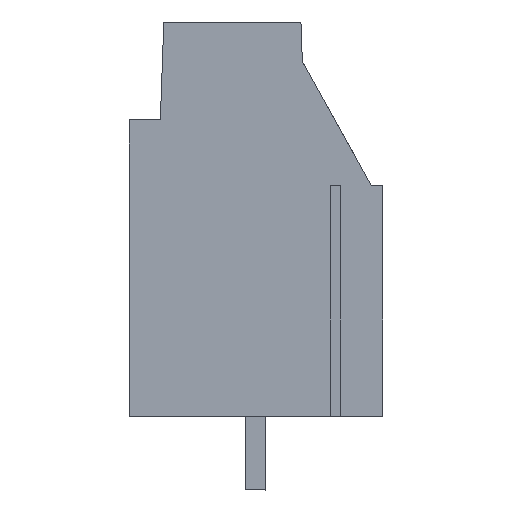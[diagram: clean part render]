
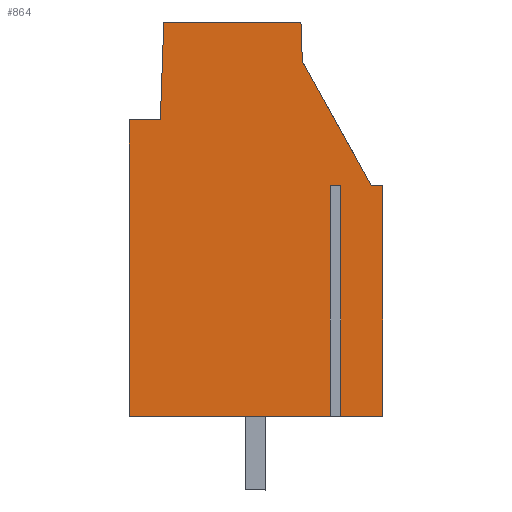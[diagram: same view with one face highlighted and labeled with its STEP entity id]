
A CAD part, left-side view. The second image highlights one B-rep face of the part: STEP entity #864.
In plain terms, the highlighted planar face has unit normal (-1, 0, 0).
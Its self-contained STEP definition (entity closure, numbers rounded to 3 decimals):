
#772=AXIS2_PLACEMENT_3D('Plane Axis2P3D',#769,#770,#771) ;
#634=CARTESIAN_POINT('Vertex',(0.,0.5,13.2)) ;
#639=CARTESIAN_POINT('Line Origine',(0.,0.25,13.2)) ;
#643=CARTESIAN_POINT('Vertex',(0.,0.,13.2)) ;
#682=CARTESIAN_POINT('Vertex',(0.,3.49,18.592)) ;
#687=CARTESIAN_POINT('Line Origine',(0.,1.995,15.896)) ;
#769=CARTESIAN_POINT('Axis2P3D Location',(0.,11.,0.)) ;
#774=CARTESIAN_POINT('Line Origine',(0.,0.912,3.2)) ;
#778=CARTESIAN_POINT('Vertex',(0.,1.825,3.2)) ;
#780=CARTESIAN_POINT('Vertex',(0.,0.,3.2)) ;
#783=CARTESIAN_POINT('Line Origine',(0.,0.,8.2)) ;
#788=CARTESIAN_POINT('Line Origine',(0.,3.52,19.446)) ;
#792=CARTESIAN_POINT('Vertex',(0.,3.55,20.3)) ;
#795=CARTESIAN_POINT('Line Origine',(0.,6.525,20.3)) ;
#799=CARTESIAN_POINT('Vertex',(0.,9.5,20.3)) ;
#802=CARTESIAN_POINT('Line Origine',(0.,9.574,18.175)) ;
#806=CARTESIAN_POINT('Vertex',(0.,9.648,16.05)) ;
#809=CARTESIAN_POINT('Line Origine',(0.,10.324,16.05)) ;
#813=CARTESIAN_POINT('Vertex',(0.,11.,16.05)) ;
#816=CARTESIAN_POINT('Line Origine',(0.,11.,9.625)) ;
#820=CARTESIAN_POINT('Vertex',(0.,11.,3.2)) ;
#823=CARTESIAN_POINT('Line Origine',(0.,6.638,3.2)) ;
#827=CARTESIAN_POINT('Vertex',(0.,2.275,3.2)) ;
#830=CARTESIAN_POINT('Line Origine',(0.,2.275,8.2)) ;
#834=CARTESIAN_POINT('Vertex',(0.,2.275,13.2)) ;
#837=CARTESIAN_POINT('Line Origine',(0.,2.05,13.2)) ;
#841=CARTESIAN_POINT('Vertex',(0.,1.825,13.2)) ;
#844=CARTESIAN_POINT('Line Origine',(0.,1.825,8.2)) ;
#640=DIRECTION('Vector Direction',(0.,-1.,0.)) ;
#688=DIRECTION('Vector Direction',(0.,-0.485,-0.875)) ;
#770=DIRECTION('Axis2P3D Direction',(-1.,0.,0.)) ;
#771=DIRECTION('Axis2P3D XDirection',(0.,-1.,0.)) ;
#775=DIRECTION('Vector Direction',(0.,1.,0.)) ;
#784=DIRECTION('Vector Direction',(0.,0.,-1.)) ;
#789=DIRECTION('Vector Direction',(0.,0.035,0.999)) ;
#796=DIRECTION('Vector Direction',(0.,-1.,0.)) ;
#803=DIRECTION('Vector Direction',(0.,0.035,-0.999)) ;
#810=DIRECTION('Vector Direction',(0.,-1.,0.)) ;
#817=DIRECTION('Vector Direction',(0.,0.,1.)) ;
#824=DIRECTION('Vector Direction',(0.,1.,0.)) ;
#831=DIRECTION('Vector Direction',(0.,0.,1.)) ;
#838=DIRECTION('Vector Direction',(0.,-1.,0.)) ;
#845=DIRECTION('Vector Direction',(0.,0.,1.)) ;
#641=VECTOR('Line Direction',#640,1.) ;
#689=VECTOR('Line Direction',#688,1.) ;
#776=VECTOR('Line Direction',#775,1.) ;
#785=VECTOR('Line Direction',#784,1.) ;
#790=VECTOR('Line Direction',#789,1.) ;
#797=VECTOR('Line Direction',#796,1.) ;
#804=VECTOR('Line Direction',#803,1.) ;
#811=VECTOR('Line Direction',#810,1.) ;
#818=VECTOR('Line Direction',#817,1.) ;
#825=VECTOR('Line Direction',#824,1.) ;
#832=VECTOR('Line Direction',#831,1.) ;
#839=VECTOR('Line Direction',#838,1.) ;
#846=VECTOR('Line Direction',#845,1.) ;
#850=ORIENTED_EDGE('',*,*,#782,.T.) ;
#851=ORIENTED_EDGE('',*,*,#787,.T.) ;
#852=ORIENTED_EDGE('',*,*,#645,.T.) ;
#853=ORIENTED_EDGE('',*,*,#691,.T.) ;
#854=ORIENTED_EDGE('',*,*,#794,.T.) ;
#855=ORIENTED_EDGE('',*,*,#801,.T.) ;
#856=ORIENTED_EDGE('',*,*,#808,.T.) ;
#857=ORIENTED_EDGE('',*,*,#815,.T.) ;
#858=ORIENTED_EDGE('',*,*,#822,.T.) ;
#859=ORIENTED_EDGE('',*,*,#829,.T.) ;
#860=ORIENTED_EDGE('',*,*,#836,.T.) ;
#861=ORIENTED_EDGE('',*,*,#843,.F.) ;
#862=ORIENTED_EDGE('',*,*,#848,.F.) ;
#864=ADVANCED_FACE('KLSC M3x6.3.1',(#863),#773,.T.) ;
#645=EDGE_CURVE('',#644,#635,#642,.F.) ;
#691=EDGE_CURVE('',#635,#683,#690,.F.) ;
#782=EDGE_CURVE('',#779,#781,#777,.F.) ;
#787=EDGE_CURVE('',#781,#644,#786,.F.) ;
#794=EDGE_CURVE('',#683,#793,#791,.T.) ;
#801=EDGE_CURVE('',#793,#800,#798,.F.) ;
#808=EDGE_CURVE('',#800,#807,#805,.T.) ;
#815=EDGE_CURVE('',#807,#814,#812,.F.) ;
#822=EDGE_CURVE('',#814,#821,#819,.F.) ;
#829=EDGE_CURVE('',#821,#828,#826,.F.) ;
#836=EDGE_CURVE('',#828,#835,#833,.T.) ;
#843=EDGE_CURVE('',#842,#835,#840,.F.) ;
#848=EDGE_CURVE('',#779,#842,#847,.T.) ;
#849=EDGE_LOOP('',(#850,#851,#852,#853,#854,#855,#856,#857,#858,#859,#860,#861,#862)) ;
#863=FACE_OUTER_BOUND('',#849,.T.) ;
#642=LINE('Line',#639,#641) ;
#690=LINE('Line',#687,#689) ;
#777=LINE('Line',#774,#776) ;
#786=LINE('Line',#783,#785) ;
#791=LINE('Line',#788,#790) ;
#798=LINE('Line',#795,#797) ;
#805=LINE('Line',#802,#804) ;
#812=LINE('Line',#809,#811) ;
#819=LINE('Line',#816,#818) ;
#826=LINE('Line',#823,#825) ;
#833=LINE('Line',#830,#832) ;
#840=LINE('Line',#837,#839) ;
#847=LINE('Line',#844,#846) ;
#773=PLANE('',#772) ;
#635=VERTEX_POINT('',#634) ;
#644=VERTEX_POINT('',#643) ;
#683=VERTEX_POINT('',#682) ;
#779=VERTEX_POINT('',#778) ;
#781=VERTEX_POINT('',#780) ;
#793=VERTEX_POINT('',#792) ;
#800=VERTEX_POINT('',#799) ;
#807=VERTEX_POINT('',#806) ;
#814=VERTEX_POINT('',#813) ;
#821=VERTEX_POINT('',#820) ;
#828=VERTEX_POINT('',#827) ;
#835=VERTEX_POINT('',#834) ;
#842=VERTEX_POINT('',#841) ;
